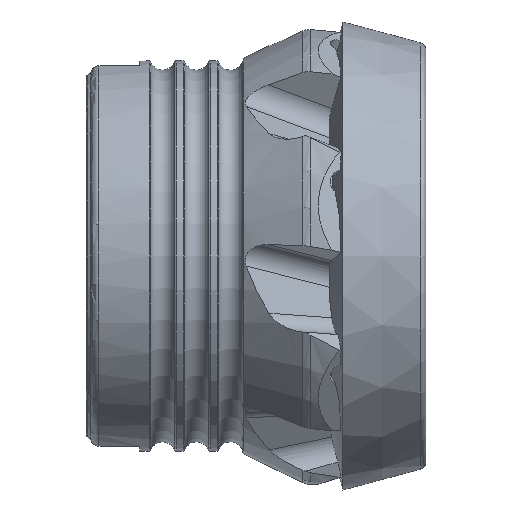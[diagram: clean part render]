
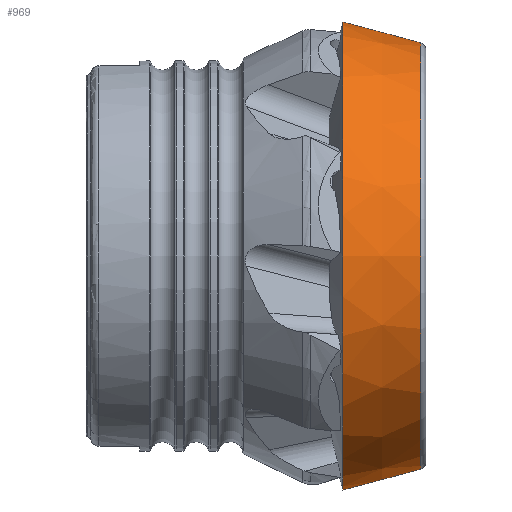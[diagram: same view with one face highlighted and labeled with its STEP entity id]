
A CAD part, front view. The second image highlights one B-rep face of the part: STEP entity #969.
In plain terms, the highlighted conical face has half-angle 15 degrees and reference radius 27.568 mm.
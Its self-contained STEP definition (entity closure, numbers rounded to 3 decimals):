
#734 = CIRCLE ( 'NONE', #2528, 25.111 ) ;
#945 = AXIS2_PLACEMENT_3D ( 'NONE', #5240, #5820, #4054 ) ;
#969 = ADVANCED_FACE ( 'NONE', ( #7473, #3104 ), #6733, .T. ) ;
#1364 = VERTEX_POINT ( 'NONE', #7032 ) ;
#1590 = AXIS2_PLACEMENT_3D ( 'NONE', #5407, #1805, #5981 ) ;
#1805 = DIRECTION ( 'NONE',  ( 1., 0., 0. ) ) ;
#2522 = DIRECTION ( 'NONE',  ( 1., 0., 0. ) ) ;
#2528 = AXIS2_PLACEMENT_3D ( 'NONE', #6089, #2522, #6695 ) ;
#2577 = VERTEX_POINT ( 'NONE', #5871 ) ;
#2745 = ORIENTED_EDGE ( 'NONE', *, *, #6027, .F. ) ;
#3104 = FACE_OUTER_BOUND ( 'NONE', #6667, .T. ) ;
#3192 = EDGE_LOOP ( 'NONE', ( #2745 ) ) ;
#3890 = ORIENTED_EDGE ( 'NONE', *, *, #7457, .T. ) ;
#4054 = DIRECTION ( 'NONE',  ( 0., -1., 0. ) ) ;
#5240 = CARTESIAN_POINT ( 'NONE',  ( -9.163, 0., 0. ) ) ;
#5407 = CARTESIAN_POINT ( 'NONE',  ( -9.163, 0., 0. ) ) ;
#5820 = DIRECTION ( 'NONE',  ( -1., 0., 0. ) ) ;
#5871 = CARTESIAN_POINT ( 'NONE',  ( -9.163, 27.568, 0. ) ) ;
#5981 = DIRECTION ( 'NONE',  ( 0., 1., 0. ) ) ;
#6027 = EDGE_CURVE ( 'NONE', #1364, #1364, #734, .T. ) ;
#6089 = CARTESIAN_POINT ( 'NONE',  ( 0.006, 0., 0. ) ) ;
#6667 = EDGE_LOOP ( 'NONE', ( #3890 ) ) ;
#6695 = DIRECTION ( 'NONE',  ( 0., 1., 0. ) ) ;
#6733 = CONICAL_SURFACE ( 'NONE', #945, 27.568, 0.262 ) ;
#7032 = CARTESIAN_POINT ( 'NONE',  ( 0.006, 25.111, 0. ) ) ;
#7457 = EDGE_CURVE ( 'NONE', #2577, #2577, #7695, .T. ) ;
#7473 = FACE_BOUND ( 'NONE', #3192, .T. ) ;
#7695 = CIRCLE ( 'NONE', #1590, 27.568 ) ;
